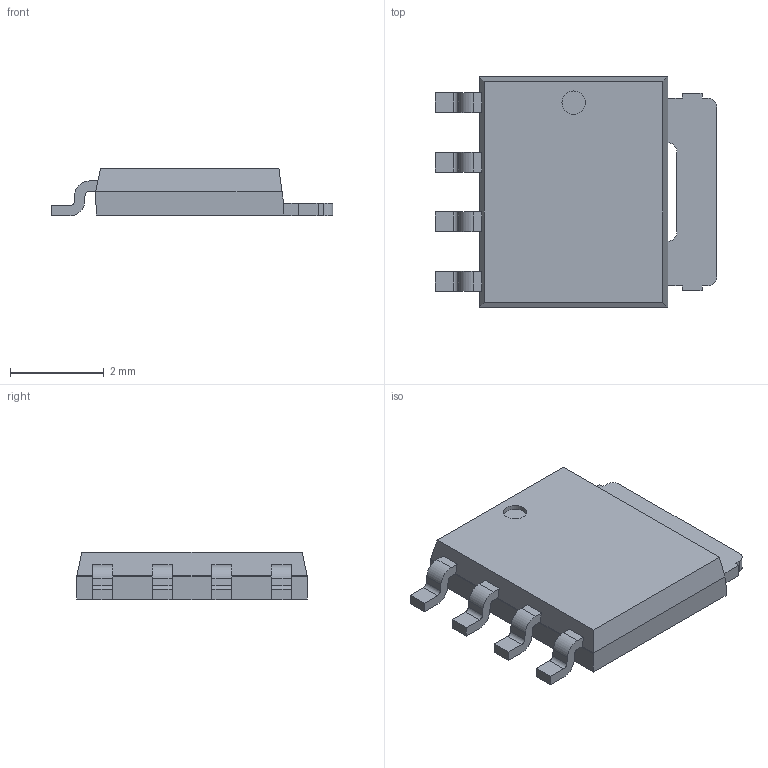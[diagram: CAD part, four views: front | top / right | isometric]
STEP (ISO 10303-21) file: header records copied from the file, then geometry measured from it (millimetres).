
FILE_DESCRIPTION(/* description */ ('model of SOT-669_LFPAK'),/* implementation_level */ '2;1');
FILE_NAME(/* name */ 'SOT-669_LFPAK.step',/* time_stamp */ '2017-05-15T18:37:34',/* author */ ('Ray Benitez',''),/* organization */ (''),/* preprocessor_version */ '',/* originating_system */ '',/* authorisation */ '');
FILE_SCHEMA(('AUTOMOTIVE_DESIGN_CC2 { 1 2 10303 214 -1 1 5 4 }'));
Length unit declared in the file: millimetre
Products named in the file (1): SOT_669_LFPAK
Bounding box: 6 x 4.9 x 1.02 mm (x, y, z)
Volume: 20.8 mm3; surface area: 71.9 mm2
Topology: 1 solids, 1 shells, 94 faces, 260 edges, 172 vertices
Faces by surface type: plane 71, cylinder 23
Full cylindrical faces by diameter (mm): 0.5 x1
Entity records: 2091 total; most frequent: ORIENTED_EDGE 411, CARTESIAN_POINT 283, EDGE_CURVE 260, LINE 197, VERTEX_POINT 172, AXIS2_PLACEMENT_3D 130, FACE_BOUND 100, EDGE_LOOP 100
